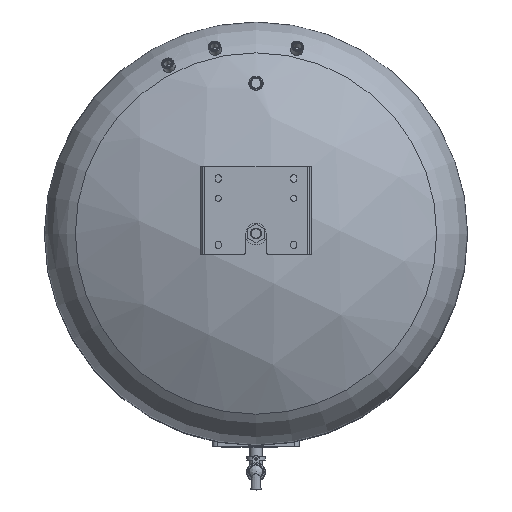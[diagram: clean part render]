
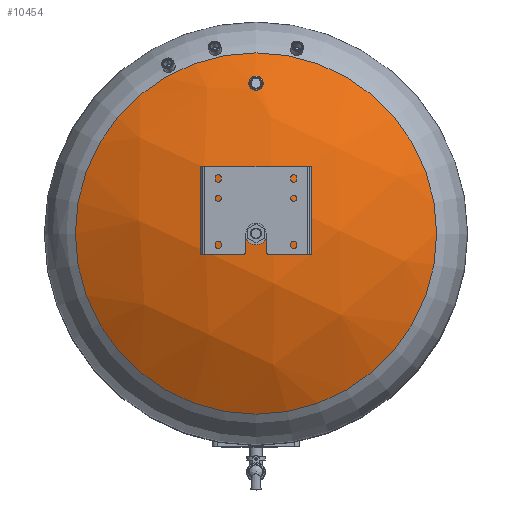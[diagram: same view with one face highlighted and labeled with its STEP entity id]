
A CAD part, top view. The second image highlights one B-rep face of the part: STEP entity #10454.
In plain terms, the highlighted spherical face has radius 509 mm.
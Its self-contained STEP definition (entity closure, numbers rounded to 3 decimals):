
#32=B_SPLINE_CURVE_WITH_KNOTS($,3,(#17047,#17048,#17049,#17050,#17051,#17052,
#17053,#17054,#17055,#17056,#17057,#17058,#17059,#17060,#17061,#17062,#17063,
#17064,#17065,#17066,#17067,#17068,#17069,#17070,#17071,#17072,#17073,#17074,
#17075,#17076,#17077,#17078,#17079,#17080,#17081,#17082,#17083,#17084,#17085,
#17086,#17087,#17088,#17089,#17090,#17091,#17092,#17093,#17094,#17095,#17096,
#17097,#17098,#17099,#17100,#17101,#17102,#17103,#17104,#17105,#17106,#17107,
#17108,#17109,#17110,#17111,#17112),.UNSPECIFIED.,.T.,.F.,(4,2,2,2,2,2,
2,2,2,2,2,2,2,2,2,2,2,2,2,2,2,2,2,2,2,2,2,2,2,2,2,2,4),(0.,1.996,
3.991,5.987,7.983,10.235,12.487,
14.739,16.991,19.239,21.487,23.735,
25.983,27.979,29.974,31.969,33.964,
35.959,37.955,39.95,41.945,44.193,
46.441,48.689,50.937,53.189,55.441,
57.693,59.945,61.941,63.937,65.933,
67.928),.UNSPECIFIED.);
#56=SPHERICAL_SURFACE($,#11383,509.);
#2068=FACE_BOUND($,#3424,.T.);
#2707=FACE_OUTER_BOUND($,#3423,.T.);
#3423=EDGE_LOOP($,(#8310));
#3424=EDGE_LOOP($,(#8311));
#4105=CIRCLE($,#11384,270.639);
#4881=VERTEX_POINT($,#17046);
#4890=VERTEX_POINT($,#17209);
#6104=EDGE_CURVE($,#4881,#4881,#32,.T.);
#6113=EDGE_CURVE($,#4890,#4890,#4105,.T.);
#8310=ORIENTED_EDGE($,*,*,#6113,.F.);
#8311=ORIENTED_EDGE($,*,*,#6104,.F.);
#10454=ADVANCED_FACE($,(#2707,#2068),#56,.T.);
#11383=AXIS2_PLACEMENT_3D($,#17208,#13575,#13576);
#11384=AXIS2_PLACEMENT_3D($,#17210,#13577,#13578);
#13575=DIRECTION('center_axis',(0.423,0.906,0.));
#13576=DIRECTION('ref_axis',(0.906,-0.423,0.));
#13577=DIRECTION('center_axis',(0.,0.,
-1.));
#13578=DIRECTION('ref_axis',(-1.,0.,0.));
#17046=CARTESIAN_POINT('',(0.,235.65,1173.165));
#17047=CARTESIAN_POINT('Ctrl Pts',(0.,235.65,1173.165));
#17048=CARTESIAN_POINT('Ctrl Pts',(-0.665,235.65,1173.165));
#17049=CARTESIAN_POINT('Ctrl Pts',(-1.35,235.587,1173.197));
#17050=CARTESIAN_POINT('Ctrl Pts',(-2.707,235.323,1173.328));
#17051=CARTESIAN_POINT('Ctrl Pts',(-3.379,235.124,1173.428));
#17052=CARTESIAN_POINT('Ctrl Pts',(-4.66,234.601,1173.688));
#17053=CARTESIAN_POINT('Ctrl Pts',(-5.272,234.278,1173.849));
#17054=CARTESIAN_POINT('Ctrl Pts',(-6.398,233.541,1174.216));
#17055=CARTESIAN_POINT('Ctrl Pts',(-6.912,233.126,1174.422));
#17056=CARTESIAN_POINT('Ctrl Pts',(-7.879,232.2,1174.882));
#17057=CARTESIAN_POINT('Ctrl Pts',(-8.353,231.647,1175.157));
#17058=CARTESIAN_POINT('Ctrl Pts',(-9.18,230.448,1175.752));
#17059=CARTESIAN_POINT('Ctrl Pts',(-9.533,229.803,1176.072));
#17060=CARTESIAN_POINT('Ctrl Pts',(-10.098,228.462,1176.736));
#17061=CARTESIAN_POINT('Ctrl Pts',(-10.309,227.766,1177.08));
#17062=CARTESIAN_POINT('Ctrl Pts',(-10.585,226.372,1177.769));
#17063=CARTESIAN_POINT('Ctrl Pts',(-10.65,225.673,1178.114));
#17064=CARTESIAN_POINT('Ctrl Pts',(-10.65,224.328,1178.777));
#17065=CARTESIAN_POINT('Ctrl Pts',(-10.585,223.63,1179.12));
#17066=CARTESIAN_POINT('Ctrl Pts',(-10.31,222.237,1179.805));
#17067=CARTESIAN_POINT('Ctrl Pts',(-10.099,221.542,1180.147));
#17068=CARTESIAN_POINT('Ctrl Pts',(-9.535,220.201,1180.805));
#17069=CARTESIAN_POINT('Ctrl Pts',(-9.182,219.556,1181.121));
#17070=CARTESIAN_POINT('Ctrl Pts',(-8.356,218.357,1181.709));
#17071=CARTESIAN_POINT('Ctrl Pts',(-7.882,217.803,1181.98));
#17072=CARTESIAN_POINT('Ctrl Pts',(-6.915,216.876,1182.433));
#17073=CARTESIAN_POINT('Ctrl Pts',(-6.4,216.461,1182.636));
#17074=CARTESIAN_POINT('Ctrl Pts',(-5.273,215.723,1182.996));
#17075=CARTESIAN_POINT('Ctrl Pts',(-4.661,215.399,1183.154));
#17076=CARTESIAN_POINT('Ctrl Pts',(-3.379,214.877,1183.409));
#17077=CARTESIAN_POINT('Ctrl Pts',(-2.707,214.677,1183.506));
#17078=CARTESIAN_POINT('Ctrl Pts',(-1.35,214.413,1183.635));
#17079=CARTESIAN_POINT('Ctrl Pts',(-0.665,214.35,1183.666));
#17080=CARTESIAN_POINT('Ctrl Pts',(0.665,214.35,1183.666));
#17081=CARTESIAN_POINT('Ctrl Pts',(1.35,214.413,1183.635));
#17082=CARTESIAN_POINT('Ctrl Pts',(2.707,214.677,1183.506));
#17083=CARTESIAN_POINT('Ctrl Pts',(3.379,214.877,1183.409));
#17084=CARTESIAN_POINT('Ctrl Pts',(4.661,215.399,1183.154));
#17085=CARTESIAN_POINT('Ctrl Pts',(5.273,215.723,1182.996));
#17086=CARTESIAN_POINT('Ctrl Pts',(6.4,216.461,1182.636));
#17087=CARTESIAN_POINT('Ctrl Pts',(6.915,216.876,1182.433));
#17088=CARTESIAN_POINT('Ctrl Pts',(7.882,217.803,1181.98));
#17089=CARTESIAN_POINT('Ctrl Pts',(8.356,218.357,1181.709));
#17090=CARTESIAN_POINT('Ctrl Pts',(9.182,219.556,1181.121));
#17091=CARTESIAN_POINT('Ctrl Pts',(9.535,220.201,1180.805));
#17092=CARTESIAN_POINT('Ctrl Pts',(10.099,221.542,1180.147));
#17093=CARTESIAN_POINT('Ctrl Pts',(10.31,222.237,1179.805));
#17094=CARTESIAN_POINT('Ctrl Pts',(10.585,223.63,1179.12));
#17095=CARTESIAN_POINT('Ctrl Pts',(10.65,224.328,1178.777));
#17096=CARTESIAN_POINT('Ctrl Pts',(10.65,225.673,1178.114));
#17097=CARTESIAN_POINT('Ctrl Pts',(10.585,226.372,1177.769));
#17098=CARTESIAN_POINT('Ctrl Pts',(10.309,227.766,1177.08));
#17099=CARTESIAN_POINT('Ctrl Pts',(10.098,228.462,1176.736));
#17100=CARTESIAN_POINT('Ctrl Pts',(9.533,229.803,1176.072));
#17101=CARTESIAN_POINT('Ctrl Pts',(9.18,230.448,1175.752));
#17102=CARTESIAN_POINT('Ctrl Pts',(8.353,231.647,1175.157));
#17103=CARTESIAN_POINT('Ctrl Pts',(7.879,232.2,1174.882));
#17104=CARTESIAN_POINT('Ctrl Pts',(6.912,233.126,1174.422));
#17105=CARTESIAN_POINT('Ctrl Pts',(6.398,233.541,1174.216));
#17106=CARTESIAN_POINT('Ctrl Pts',(5.272,234.278,1173.849));
#17107=CARTESIAN_POINT('Ctrl Pts',(4.66,234.601,1173.688));
#17108=CARTESIAN_POINT('Ctrl Pts',(3.379,235.124,1173.428));
#17109=CARTESIAN_POINT('Ctrl Pts',(2.707,235.323,1173.328));
#17110=CARTESIAN_POINT('Ctrl Pts',(1.35,235.587,1173.197));
#17111=CARTESIAN_POINT('Ctrl Pts',(0.665,235.65,1173.165));
#17112=CARTESIAN_POINT('Ctrl Pts',(0.,235.65,1173.165));
#17208=CARTESIAN_POINT('Origin',(0.,0.,
722.));
#17209=CARTESIAN_POINT('',(-270.639,0.,1153.086));
#17210=CARTESIAN_POINT('Origin',(0.,0.,
1153.086));
